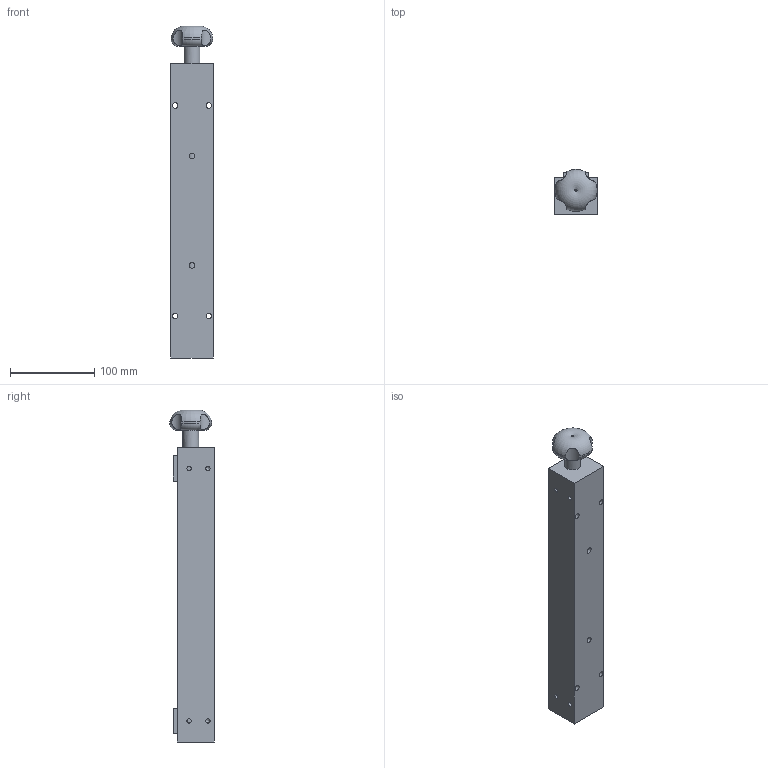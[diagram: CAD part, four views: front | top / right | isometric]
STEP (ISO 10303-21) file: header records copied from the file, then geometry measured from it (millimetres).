
FILE_DESCRIPTION (( 'STEP AP203' ), '1' );
FILE_NAME ('250619 STEP 1-300430-03_5145.STEP', '2025-06-19T05:28:11', ( '' ), ( '' ), 'SwSTEP 2.0', 'SolidWorks 2024', '' );
FILE_SCHEMA (( 'CONFIG_CONTROL_DESIGN' ));
Length unit declared in the file: millimetre
Products named in the file (1): 250619 STEP 1-300430-03_5145
Bounding box: 50 x 52.94 x 394.41 mm (x, y, z)
Volume: 636417.8 mm3; surface area: 121229.7 mm2
Topology: 1 solids, 9 shells, 125 faces, 302 edges, 196 vertices
Faces by surface type: plane 65, cylinder 44, cone 14, torus 2
Full cylindrical faces by diameter (mm): 5 x16, 6.6 x4, 6.8 x2, 10.2 x6, 12 x1, 19 x1
Entity records: 4351 total; most frequent: CARTESIAN_POINT 1622, DIRECTION 532, ORIENTED_EDGE 480, EDGE_CURVE 240, AXIS2_PLACEMENT_3D 192, EDGE_LOOP 188, VERTEX_POINT 174, FACE_OUTER_BOUND 154
